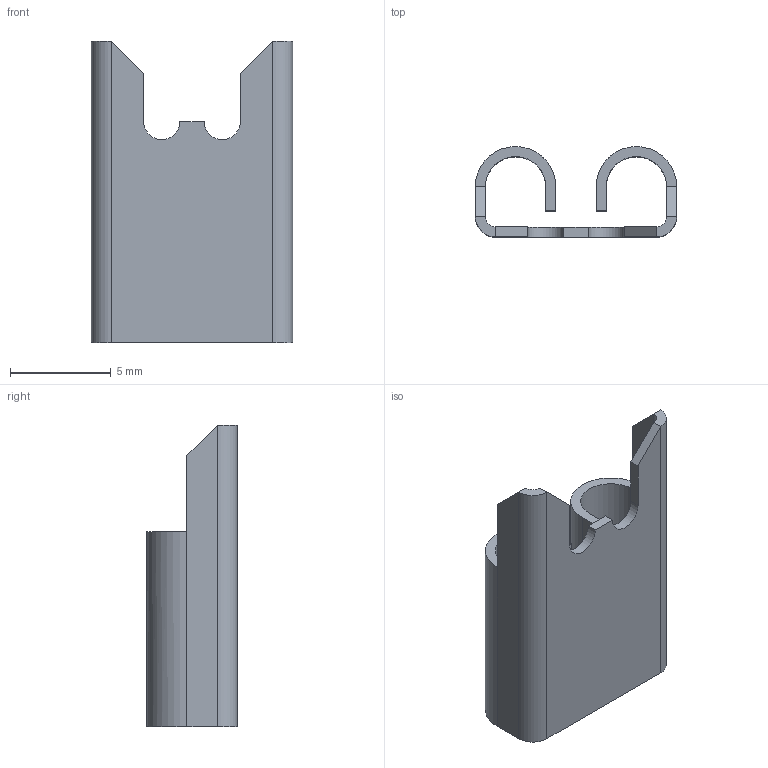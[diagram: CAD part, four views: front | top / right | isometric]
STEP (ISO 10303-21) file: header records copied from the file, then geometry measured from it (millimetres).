
FILE_DESCRIPTION (( 'STEP AP214' ), '1' );
FILE_NAME ('User Library-Keystone_3555_fuse_socket.STEP', '2020-12-20T07:30:50', ( '' ), ( '' ), 'SwSTEP 2.0', 'SolidWorks 2020', '' );
FILE_SCHEMA (( 'AUTOMOTIVE_DESIGN' ));
Length unit declared in the file: millimetre
Products named in the file (1): User Library-Keystone_3555_fuse_socket
Bounding box: 10 x 4.5 x 15 mm (x, y, z)
Volume: 150.7 mm3; surface area: 647 mm2
Topology: 1 solids, 1 shells, 38 faces, 96 edges, 60 vertices
Faces by surface type: plane 28, cylinder 10
Entity records: 1158 total; most frequent: CARTESIAN_POINT 207, ORIENTED_EDGE 192, DIRECTION 190, EDGE_CURVE 96, VECTOR 72, LINE 72, VERTEX_POINT 60, AXIS2_PLACEMENT_3D 59
